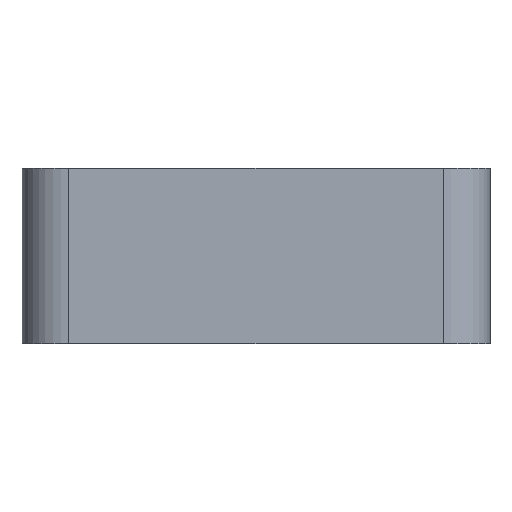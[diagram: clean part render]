
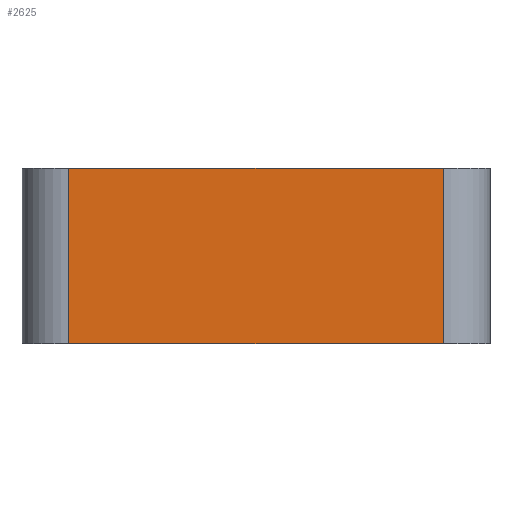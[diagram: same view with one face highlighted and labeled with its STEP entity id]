
A CAD part, front view. The second image highlights one B-rep face of the part: STEP entity #2625.
In plain terms, the highlighted free-form (B-spline) face has degree [1, 1] with [2, 2] control points.
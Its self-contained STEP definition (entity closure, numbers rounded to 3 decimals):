
#8 = ORIENTED_EDGE ( 'NONE', *, *, #654, .F. ) ;
#298 = VECTOR ( 'NONE', #5112, 1000. ) ;
#488 = LINE ( 'NONE', #3450, #298 ) ;
#654 = EDGE_CURVE ( 'NONE', #4534, #7253, #488, .T. ) ;
#838 = LINE ( 'NONE', #7369, #2313 ) ;
#892 = CARTESIAN_POINT ( 'NONE',  ( 16.64, -20., 15.3 ) ) ;
#1032 = CARTESIAN_POINT ( 'NONE',  ( 16., -20., 15. ) ) ;
#1239 = EDGE_CURVE ( 'NONE', #7253, #3759, #5266, .T. ) ;
#1426 = ORIENTED_EDGE ( 'NONE', *, *, #2381, .T. ) ;
#1594 = CARTESIAN_POINT ( 'NONE',  ( -16., -20., 15. ) ) ;
#2211 = VERTEX_POINT ( 'NONE', #4062 ) ;
#2313 = VECTOR ( 'NONE', #7392, 1000. ) ;
#2338 = CARTESIAN_POINT ( 'NONE',  ( -16., -20., 15. ) ) ;
#2370 = EDGE_CURVE ( 'NONE', #4534, #2211, #838, .T. ) ;
#2381 = EDGE_CURVE ( 'NONE', #2211, #3759, #2890, .T. ) ;
#2463 = CARTESIAN_POINT ( 'NONE',  ( 16., -20., 0. ) ) ;
#2625 = ADVANCED_FACE ( 'NONE', ( #7496 ), #5246, .T. ) ;
#2656 = CARTESIAN_POINT ( 'NONE',  ( -16.64, -20., -0.3 ) ) ;
#2890 = LINE ( 'NONE', #2463, #5154 ) ;
#3213 = ORIENTED_EDGE ( 'NONE', *, *, #2370, .T. ) ;
#3450 = CARTESIAN_POINT ( 'NONE',  ( -16., -20., 0. ) ) ;
#3736 = CARTESIAN_POINT ( 'NONE',  ( -16., -20., 0. ) ) ;
#3759 = VERTEX_POINT ( 'NONE', #1032 ) ;
#4062 = CARTESIAN_POINT ( 'NONE',  ( 16., -20., 0. ) ) ;
#4534 = VERTEX_POINT ( 'NONE', #3736 ) ;
#4576 = CARTESIAN_POINT ( 'NONE',  ( -16.64, -20., 15.3 ) ) ;
#5112 = DIRECTION ( 'NONE',  ( 0., 0., 1. ) ) ;
#5154 = VECTOR ( 'NONE', #7315, 1000. ) ;
#5246 = B_SPLINE_SURFACE_WITH_KNOTS ( 'NONE', 1, 1, ( 
 ( #2656, #4576 ),
 ( #5574, #892 ) ),
 .UNSPECIFIED., .F., .F., .F.,
 ( 2, 2 ),
 ( 2, 2 ),
 ( -0.64, 32.64 ),
 ( -0.3, 15.3 ),
 .UNSPECIFIED. ) ;
#5264 = ORIENTED_EDGE ( 'NONE', *, *, #1239, .F. ) ;
#5266 = LINE ( 'NONE', #1594, #5371 ) ;
#5306 = EDGE_LOOP ( 'NONE', ( #1426, #5264, #8, #3213 ) ) ;
#5371 = VECTOR ( 'NONE', #7633, 1000. ) ;
#5574 = CARTESIAN_POINT ( 'NONE',  ( 16.64, -20., -0.3 ) ) ;
#7253 = VERTEX_POINT ( 'NONE', #2338 ) ;
#7315 = DIRECTION ( 'NONE',  ( 0., 0., 1. ) ) ;
#7369 = CARTESIAN_POINT ( 'NONE',  ( -16., -20., 0. ) ) ;
#7392 = DIRECTION ( 'NONE',  ( 1., 0., 0. ) ) ;
#7496 = FACE_OUTER_BOUND ( 'NONE', #5306, .T. ) ;
#7633 = DIRECTION ( 'NONE',  ( 1., 0., 0. ) ) ;
